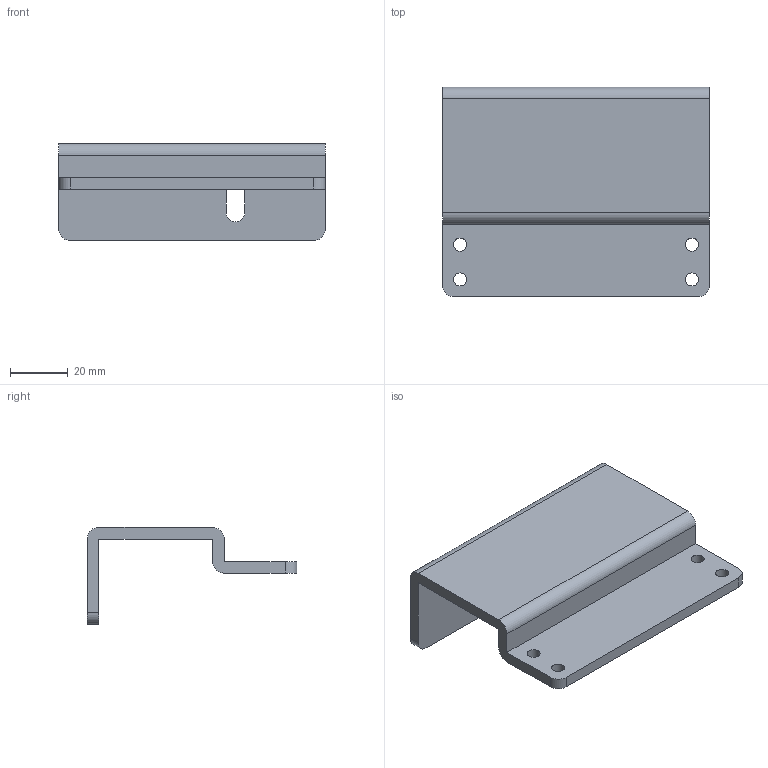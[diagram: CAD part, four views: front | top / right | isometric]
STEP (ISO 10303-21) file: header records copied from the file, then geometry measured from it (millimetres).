
FILE_DESCRIPTION(/* description */ ('','CAx-IF Rec.Pracs.---Representation and Presentation of Product Manufacturing Information (PMI)---4.0---2014-10-13'),/* implementation_level */ '2;1');
FILE_NAME(/* name */ 'hdd bay mount v3.step',/* time_stamp */ '2025-03-27T01:03:43-04:00',/* author */ (''),/* organization */ (''),/* preprocessor_version */ 'ST-DEVELOPER v20',/* originating_system */ 'Autodesk Translation Framework v13.20.0.188',/* authorisation */ '');
FILE_SCHEMA (('AP242_MANAGED_MODEL_BASED_3D_ENGINEERING_MIM_LF { 1 0 10303 442 1 1 4 }'));
Length unit declared in the file: millimetre
Products named in the file (1): hdd bay mount
Bounding box: 92 x 72.3 x 33.5 mm (x, y, z)
Volume: 40136.6 mm3; surface area: 22052.5 mm2
Topology: 1 solids, 1 shells, 27 faces, 75 edges, 50 vertices
Faces by surface type: plane 14, cylinder 13
Full cylindrical faces by diameter (mm): 4.5 x4
Entity records: 928 total; most frequent: DIRECTION 157, CARTESIAN_POINT 153, ORIENTED_EDGE 150, EDGE_CURVE 75, AXIS2_PLACEMENT_3D 54, VERTEX_POINT 50, LINE 49, VECTOR 49
